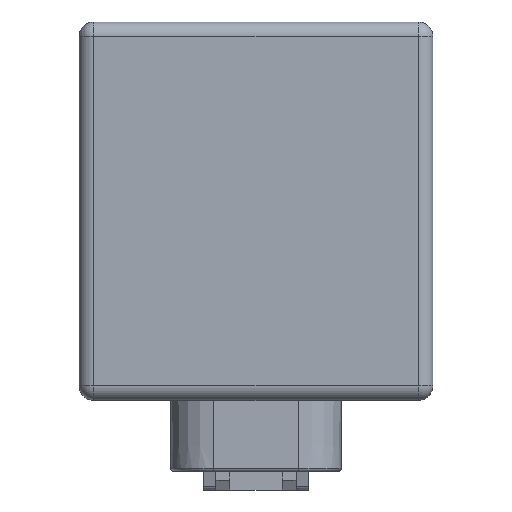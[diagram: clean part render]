
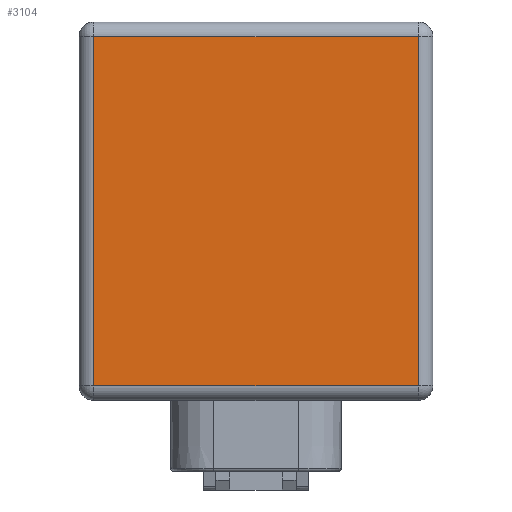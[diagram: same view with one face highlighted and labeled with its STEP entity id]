
A CAD part, left-side view. The second image highlights one B-rep face of the part: STEP entity #3104.
In plain terms, the highlighted planar face has unit normal (-1, 0, 0).
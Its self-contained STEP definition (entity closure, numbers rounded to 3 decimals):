
#230 = VERTEX_POINT ( 'NONE', #1231 ) ;
#284 = LINE ( 'NONE', #3741, #3569 ) ;
#719 = DIRECTION ( 'NONE',  ( 0., 1., 0. ) ) ;
#750 = CARTESIAN_POINT ( 'NONE',  ( -23.5, 18., 1.5 ) ) ;
#1049 = ORIENTED_EDGE ( 'NONE', *, *, #1117, .T. ) ;
#1117 = EDGE_CURVE ( 'NONE', #1593, #230, #3491, .T. ) ;
#1167 = EDGE_CURVE ( 'NONE', #230, #2522, #2764, .T. ) ;
#1201 = CARTESIAN_POINT ( 'NONE',  ( -23.5, 18., 38.5 ) ) ;
#1231 = CARTESIAN_POINT ( 'NONE',  ( -23.5, 16.5, 1.5 ) ) ;
#1593 = VERTEX_POINT ( 'NONE', #2815 ) ;
#1886 = CARTESIAN_POINT ( 'NONE',  ( -23.5, -16.5, 1.5 ) ) ;
#2354 = VECTOR ( 'NONE', #4174, 1000. ) ;
#2405 = ORIENTED_EDGE ( 'NONE', *, *, #1167, .T. ) ;
#2491 = CARTESIAN_POINT ( 'NONE',  ( -23.5, 16.5, 38.5 ) ) ;
#2510 = DIRECTION ( 'NONE',  ( 0., 1., 0. ) ) ;
#2522 = VERTEX_POINT ( 'NONE', #1886 ) ;
#2764 = LINE ( 'NONE', #750, #3358 ) ;
#2815 = CARTESIAN_POINT ( 'NONE',  ( -23.5, 16.5, 37. ) ) ;
#3104 = ADVANCED_FACE ( 'NONE', ( #4755 ), #3318, .F. ) ;
#3296 = LINE ( 'NONE', #5032, #3710 ) ;
#3318 = PLANE ( 'NONE',  #3697 ) ;
#3326 = DIRECTION ( 'NONE',  ( 0., -1., 0. ) ) ;
#3358 = VECTOR ( 'NONE', #3326, 1000. ) ;
#3386 = ORIENTED_EDGE ( 'NONE', *, *, #5136, .T. ) ;
#3491 = LINE ( 'NONE', #2491, #2354 ) ;
#3532 = VERTEX_POINT ( 'NONE', #4534 ) ;
#3548 = ORIENTED_EDGE ( 'NONE', *, *, #4670, .T. ) ;
#3569 = VECTOR ( 'NONE', #4148, 1000. ) ;
#3697 = AXIS2_PLACEMENT_3D ( 'NONE', #1201, #3771, #719 ) ;
#3710 = VECTOR ( 'NONE', #2510, 1000. ) ;
#3741 = CARTESIAN_POINT ( 'NONE',  ( -23.5, -16.5, 38.5 ) ) ;
#3771 = DIRECTION ( 'NONE',  ( 1., 0., 0. ) ) ;
#4148 = DIRECTION ( 'NONE',  ( 0., 0., 1. ) ) ;
#4174 = DIRECTION ( 'NONE',  ( 0., 0., -1. ) ) ;
#4534 = CARTESIAN_POINT ( 'NONE',  ( -23.5, -16.5, 37. ) ) ;
#4670 = EDGE_CURVE ( 'NONE', #3532, #1593, #3296, .T. ) ;
#4755 = FACE_OUTER_BOUND ( 'NONE', #4882, .T. ) ;
#4882 = EDGE_LOOP ( 'NONE', ( #3548, #1049, #2405, #3386 ) ) ;
#5032 = CARTESIAN_POINT ( 'NONE',  ( -23.5, 18., 37. ) ) ;
#5136 = EDGE_CURVE ( 'NONE', #2522, #3532, #284, .T. ) ;
